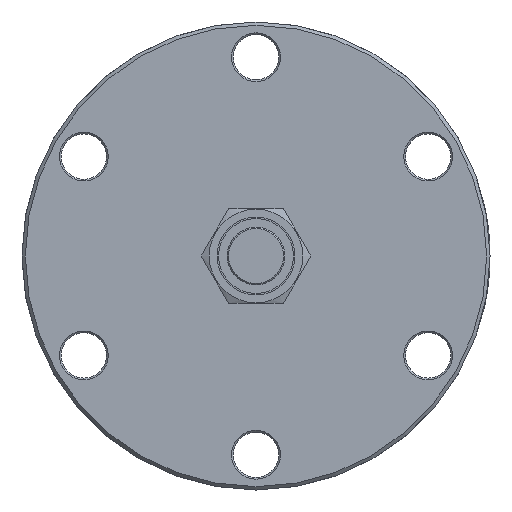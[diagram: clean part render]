
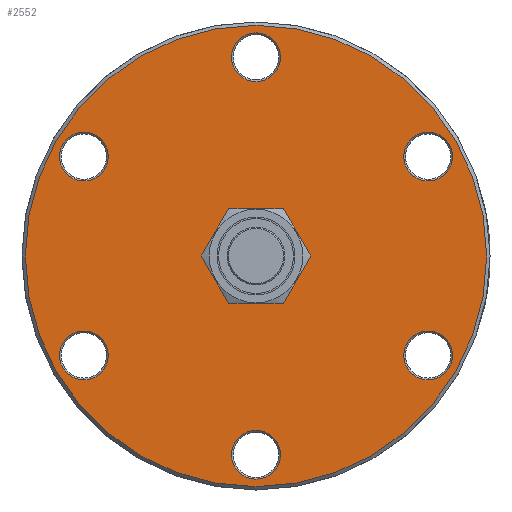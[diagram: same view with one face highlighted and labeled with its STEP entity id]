
A CAD part, front view. The second image highlights one B-rep face of the part: STEP entity #2552.
In plain terms, the highlighted planar face has unit normal (0, -1, 0).
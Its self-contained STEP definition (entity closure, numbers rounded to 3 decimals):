
#198=FACE_BOUND('',#460,.T.);
#199=FACE_BOUND('',#461,.T.);
#200=FACE_BOUND('',#462,.T.);
#201=FACE_BOUND('',#463,.T.);
#202=FACE_BOUND('',#464,.T.);
#203=FACE_BOUND('',#465,.T.);
#204=FACE_BOUND('',#466,.T.);
#224=PLANE('',#2761);
#309=FACE_OUTER_BOUND('',#459,.T.);
#459=EDGE_LOOP('',(#1734));
#460=EDGE_LOOP('',(#1735));
#461=EDGE_LOOP('',(#1736));
#462=EDGE_LOOP('',(#1737));
#463=EDGE_LOOP('',(#1738));
#464=EDGE_LOOP('',(#1739));
#465=EDGE_LOOP('',(#1740));
#466=EDGE_LOOP('',(#1741));
#943=CIRCLE('',#2755,5.53);
#947=CIRCLE('',#2760,34.05);
#948=CIRCLE('',#2762,3.6);
#949=CIRCLE('',#2763,3.6);
#950=CIRCLE('',#2764,3.6);
#951=CIRCLE('',#2765,3.6);
#952=CIRCLE('',#2766,3.6);
#953=CIRCLE('',#2767,3.6);
#1059=VERTEX_POINT('',#3675);
#1063=VERTEX_POINT('',#3685);
#1064=VERTEX_POINT('',#3689);
#1065=VERTEX_POINT('',#3691);
#1066=VERTEX_POINT('',#3693);
#1067=VERTEX_POINT('',#3695);
#1068=VERTEX_POINT('',#3697);
#1069=VERTEX_POINT('',#3699);
#1325=EDGE_CURVE('',#1059,#1059,#943,.T.);
#1331=EDGE_CURVE('',#1063,#1063,#947,.T.);
#1332=EDGE_CURVE('',#1064,#1064,#948,.T.);
#1333=EDGE_CURVE('',#1065,#1065,#949,.T.);
#1334=EDGE_CURVE('',#1066,#1066,#950,.T.);
#1335=EDGE_CURVE('',#1067,#1067,#951,.T.);
#1336=EDGE_CURVE('',#1068,#1068,#952,.T.);
#1337=EDGE_CURVE('',#1069,#1069,#953,.T.);
#1734=ORIENTED_EDGE('',*,*,#1331,.F.);
#1735=ORIENTED_EDGE('',*,*,#1325,.T.);
#1736=ORIENTED_EDGE('',*,*,#1332,.F.);
#1737=ORIENTED_EDGE('',*,*,#1333,.F.);
#1738=ORIENTED_EDGE('',*,*,#1334,.F.);
#1739=ORIENTED_EDGE('',*,*,#1335,.F.);
#1740=ORIENTED_EDGE('',*,*,#1336,.F.);
#1741=ORIENTED_EDGE('',*,*,#1337,.F.);
#2552=ADVANCED_FACE('',(#309,#198,#199,#200,#201,#202,#203,#204),#224,.T.);
#2755=AXIS2_PLACEMENT_3D('',#3676,#3013,#3014);
#2760=AXIS2_PLACEMENT_3D('',#3687,#3025,#3026);
#2761=AXIS2_PLACEMENT_3D('',#3688,#3027,#3028);
#2762=AXIS2_PLACEMENT_3D('',#3690,#3029,#3030);
#2763=AXIS2_PLACEMENT_3D('',#3692,#3031,#3032);
#2764=AXIS2_PLACEMENT_3D('',#3694,#3033,#3034);
#2765=AXIS2_PLACEMENT_3D('',#3696,#3035,#3036);
#2766=AXIS2_PLACEMENT_3D('',#3698,#3037,#3038);
#2767=AXIS2_PLACEMENT_3D('',#3700,#3039,#3040);
#3013=DIRECTION('center_axis',(0.,1.,0.));
#3014=DIRECTION('ref_axis',(-1.,0.,0.));
#3025=DIRECTION('center_axis',(0.,1.,0.));
#3026=DIRECTION('ref_axis',(1.,0.,0.));
#3027=DIRECTION('center_axis',(0.,-1.,0.));
#3028=DIRECTION('ref_axis',(0.,0.,-1.));
#3029=DIRECTION('center_axis',(0.,-1.,0.));
#3030=DIRECTION('ref_axis',(0.5,0.,0.866));
#3031=DIRECTION('center_axis',(0.,-1.,0.));
#3032=DIRECTION('ref_axis',(-1.,0.,0.));
#3033=DIRECTION('center_axis',(0.,-1.,0.));
#3034=DIRECTION('ref_axis',(0.5,0.,-0.866));
#3035=DIRECTION('center_axis',(0.,-1.,0.));
#3036=DIRECTION('ref_axis',(1.,0.,0.));
#3037=DIRECTION('center_axis',(0.,-1.,0.));
#3038=DIRECTION('ref_axis',(-0.5,0.,-0.866));
#3039=DIRECTION('center_axis',(0.,-1.,0.));
#3040=DIRECTION('ref_axis',(-0.5,0.,0.866));
#3675=CARTESIAN_POINT('',(5.53,0.,0.));
#3676=CARTESIAN_POINT('Origin',(0.,0.,0.));
#3685=CARTESIAN_POINT('',(-34.05,0.,0.));
#3687=CARTESIAN_POINT('Origin',(0.,0.,0.));
#3688=CARTESIAN_POINT('Origin',(-34.55,0.,0.));
#3689=CARTESIAN_POINT('',(23.618,0.,-17.793));
#3690=CARTESIAN_POINT('Origin',(25.418,0.,-14.675));
#3691=CARTESIAN_POINT('',(3.6,0.,29.35));
#3692=CARTESIAN_POINT('Origin',(0.,0.,29.35));
#3693=CARTESIAN_POINT('',(-27.218,0.,-11.557));
#3694=CARTESIAN_POINT('Origin',(-25.418,0.,-14.675));
#3695=CARTESIAN_POINT('',(-3.6,0.,-29.35));
#3696=CARTESIAN_POINT('Origin',(0.,0.,-29.35));
#3697=CARTESIAN_POINT('',(-23.618,0.,17.793));
#3698=CARTESIAN_POINT('Origin',(-25.418,0.,14.675));
#3699=CARTESIAN_POINT('',(27.218,0.,11.557));
#3700=CARTESIAN_POINT('Origin',(25.418,0.,14.675));
